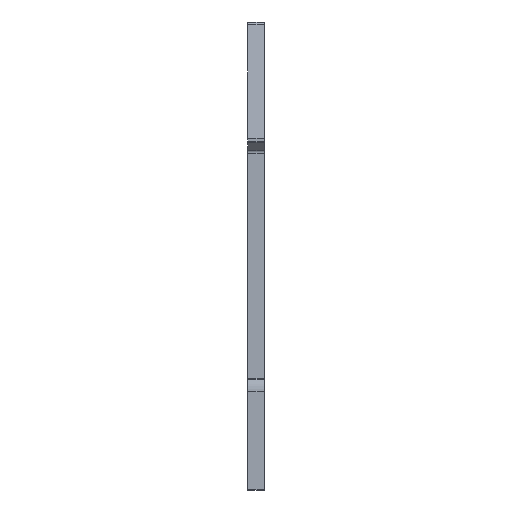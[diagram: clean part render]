
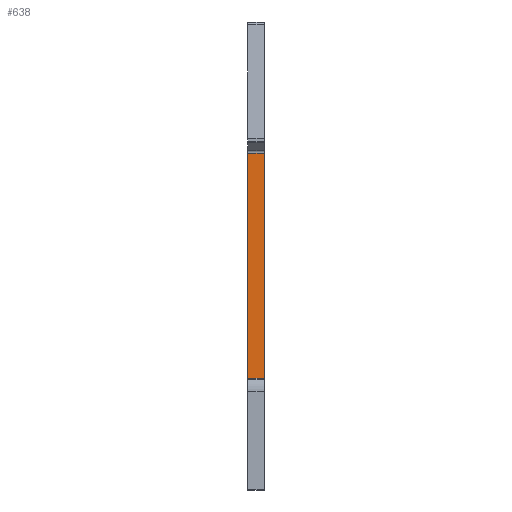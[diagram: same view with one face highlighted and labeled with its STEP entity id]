
A CAD part, front view. The second image highlights one B-rep face of the part: STEP entity #638.
In plain terms, the highlighted planar face has unit normal (0, -1, 0).
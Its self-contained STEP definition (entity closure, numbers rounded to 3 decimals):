
#18 = CARTESIAN_POINT ( 'NONE',  ( 1.5, -47.65, -31.659 ) ) ;
#47 = PLANE ( 'NONE',  #279 ) ;
#51 = CARTESIAN_POINT ( 'NONE',  ( 1.5, -47.65, -31.659 ) ) ;
#90 = EDGE_CURVE ( 'NONE', #531, #117, #659, .T. ) ;
#99 = CARTESIAN_POINT ( 'NONE',  ( 0., -47.65, -31.659 ) ) ;
#109 = CARTESIAN_POINT ( 'NONE',  ( 0., -47.65, -31.659 ) ) ;
#117 = VERTEX_POINT ( 'NONE', #437 ) ;
#157 = VECTOR ( 'NONE', #669, 1000. ) ;
#160 = EDGE_CURVE ( 'NONE', #683, #172, #386, .T. ) ;
#166 = ORIENTED_EDGE ( 'NONE', *, *, #391, .T. ) ;
#172 = VERTEX_POINT ( 'NONE', #479 ) ;
#189 = VECTOR ( 'NONE', #676, 1000. ) ;
#190 = EDGE_LOOP ( 'NONE', ( #460, #202, #547, #166 ) ) ;
#202 = ORIENTED_EDGE ( 'NONE', *, *, #440, .F. ) ;
#221 = DIRECTION ( 'NONE',  ( 1., 0., 0. ) ) ;
#223 = DIRECTION ( 'NONE',  ( 0., 1., 0. ) ) ;
#271 = FACE_OUTER_BOUND ( 'NONE', #190, .T. ) ;
#279 = AXIS2_PLACEMENT_3D ( 'NONE', #99, #223, #605 ) ;
#292 = LINE ( 'NONE', #518, #422 ) ;
#298 = CARTESIAN_POINT ( 'NONE',  ( 0., -47.65, -31.659 ) ) ;
#333 = CARTESIAN_POINT ( 'NONE',  ( 0., -47.65, -31.659 ) ) ;
#386 = LINE ( 'NONE', #51, #157 ) ;
#391 = EDGE_CURVE ( 'NONE', #531, #683, #514, .T. ) ;
#422 = VECTOR ( 'NONE', #221, 1000. ) ;
#437 = CARTESIAN_POINT ( 'NONE',  ( 0., -47.65, -11.646 ) ) ;
#440 = EDGE_CURVE ( 'NONE', #117, #172, #292, .T. ) ;
#441 = DIRECTION ( 'NONE',  ( 0., 0., 1. ) ) ;
#460 = ORIENTED_EDGE ( 'NONE', *, *, #160, .T. ) ;
#479 = CARTESIAN_POINT ( 'NONE',  ( 1.5, -47.65, -11.646 ) ) ;
#514 = LINE ( 'NONE', #298, #189 ) ;
#518 = CARTESIAN_POINT ( 'NONE',  ( 0., -47.65, -11.646 ) ) ;
#531 = VERTEX_POINT ( 'NONE', #109 ) ;
#547 = ORIENTED_EDGE ( 'NONE', *, *, #90, .F. ) ;
#605 = DIRECTION ( 'NONE',  ( -1., 0., 0. ) ) ;
#638 = ADVANCED_FACE ( 'NONE', ( #271 ), #47, .F. ) ;
#659 = LINE ( 'NONE', #333, #661 ) ;
#661 = VECTOR ( 'NONE', #441, 1000. ) ;
#669 = DIRECTION ( 'NONE',  ( 0., 0., 1. ) ) ;
#676 = DIRECTION ( 'NONE',  ( 1., 0., 0. ) ) ;
#683 = VERTEX_POINT ( 'NONE', #18 ) ;
